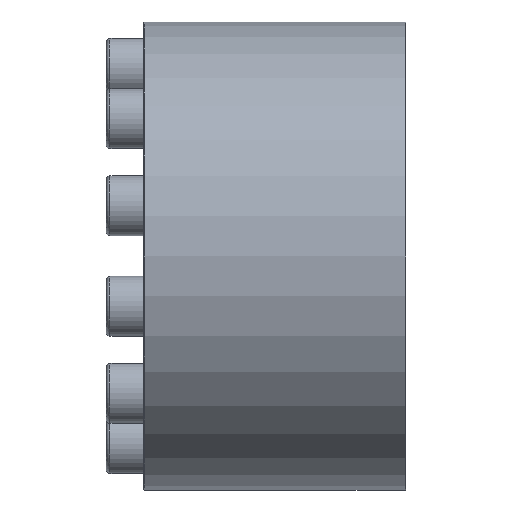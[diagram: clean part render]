
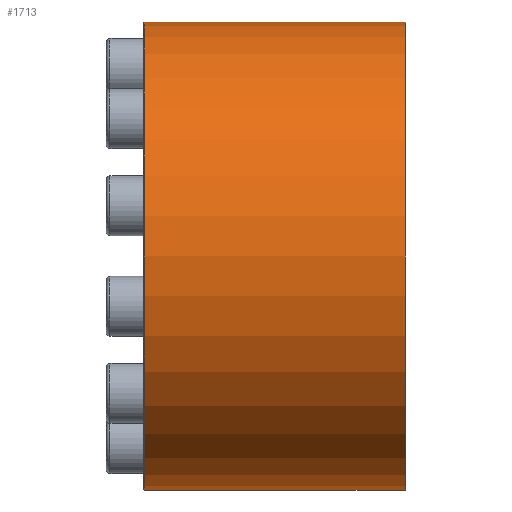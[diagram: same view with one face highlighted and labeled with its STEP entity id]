
A CAD part, front view. The second image highlights one B-rep face of the part: STEP entity #1713.
In plain terms, the highlighted cylindrical face has radius 62.5 mm (diameter 125 mm), a partial arc.
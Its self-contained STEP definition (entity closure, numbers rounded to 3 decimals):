
#28=CYLINDRICAL_SURFACE('',#1985,62.5);
#158=CIRCLE('',#1984,62.5);
#159=CIRCLE('',#1986,62.5);
#325=ORIENTED_EDGE('',*,*,#712,.F.);
#326=ORIENTED_EDGE('',*,*,#713,.T.);
#327=ORIENTED_EDGE('',*,*,#714,.T.);
#328=ORIENTED_EDGE('',*,*,#710,.F.);
#710=EDGE_CURVE('',#900,#901,#158,.T.);
#712=EDGE_CURVE('',#902,#900,#1043,.T.);
#713=EDGE_CURVE('',#902,#903,#159,.T.);
#714=EDGE_CURVE('',#903,#901,#1044,.T.);
#900=VERTEX_POINT('',#2925);
#901=VERTEX_POINT('',#2927);
#902=VERTEX_POINT('',#2934);
#903=VERTEX_POINT('',#2936);
#1043=LINE('',#2933,#1085);
#1044=LINE('',#2937,#1086);
#1085=VECTOR('',#2316,1000.);
#1086=VECTOR('',#2319,1000.);
#1149=EDGE_LOOP('',(#325,#326,#327,#328));
#1431=FACE_BOUND('',#1149,.T.);
#1713=ADVANCED_FACE('',(#1431),#28,.T.);
#1984=AXIS2_PLACEMENT_3D('',#2926,#2312,#2313);
#1985=AXIS2_PLACEMENT_3D('',#2932,#2314,#2315);
#1986=AXIS2_PLACEMENT_3D('',#2935,#2317,#2318);
#2312=DIRECTION('',(1.,0.,0.));
#2313=DIRECTION('',(0.,0.,-1.));
#2314=DIRECTION('',(1.,0.,0.));
#2315=DIRECTION('',(0.,0.,-1.));
#2316=DIRECTION('',(1.,0.,0.));
#2317=DIRECTION('',(1.,0.,0.));
#2318=DIRECTION('',(0.,0.,-1.));
#2319=DIRECTION('',(1.,0.,0.));
#2925=CARTESIAN_POINT('',(34.84,62.487,1.25));
#2926=CARTESIAN_POINT('',(34.84,0.,0.));
#2927=CARTESIAN_POINT('',(34.84,62.487,-1.25));
#2932=CARTESIAN_POINT('',(7.,0.,0.));
#2933=CARTESIAN_POINT('',(7.,62.487,1.25));
#2934=CARTESIAN_POINT('',(-34.84,62.487,1.25));
#2935=CARTESIAN_POINT('',(-34.84,0.,0.));
#2936=CARTESIAN_POINT('',(-34.84,62.487,-1.25));
#2937=CARTESIAN_POINT('',(7.,62.487,-1.25));
